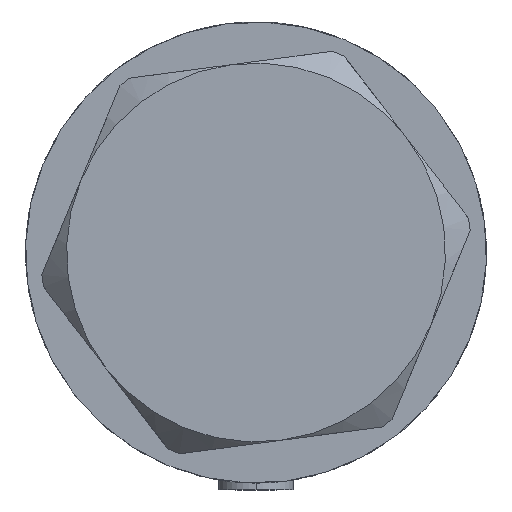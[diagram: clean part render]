
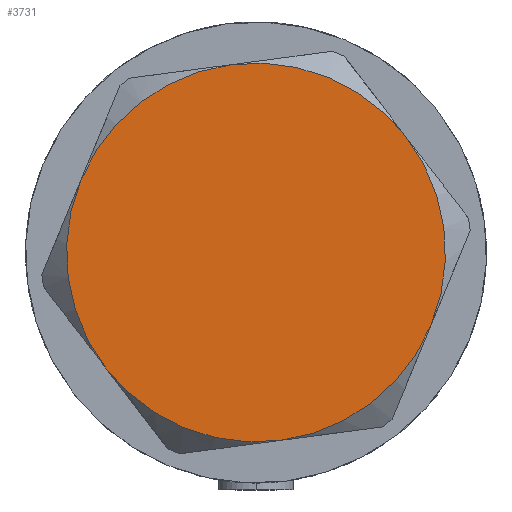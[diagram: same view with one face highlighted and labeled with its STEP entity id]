
A CAD part, left-side view. The second image highlights one B-rep face of the part: STEP entity #3731.
In plain terms, the highlighted face is planar.
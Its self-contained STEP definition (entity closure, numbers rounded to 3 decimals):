
#65 = CARTESIAN_POINT ( 'NONE',  ( -30., 0., 14.5 ) ) ;
#87 = ORIENTED_EDGE ( 'NONE', *, *, #2265, .T. ) ;
#101 = VERTEX_POINT ( 'NONE', #4036 ) ;
#124 = DIRECTION ( 'NONE',  ( 1., 0., 0. ) ) ;
#304 = DIRECTION ( 'NONE',  ( 1., 0., 0. ) ) ;
#397 = DIRECTION ( 'NONE',  ( 0., 0., 1. ) ) ;
#408 = ORIENTED_EDGE ( 'NONE', *, *, #1810, .T. ) ;
#468 = VERTEX_POINT ( 'NONE', #3878 ) ;
#474 = FACE_OUTER_BOUND ( 'NONE', #3827, .T. ) ;
#493 = AXIS2_PLACEMENT_3D ( 'NONE', #3171, #613, #3483 ) ;
#516 = DIRECTION ( 'NONE',  ( 1., 0., 0. ) ) ;
#579 = VERTEX_POINT ( 'NONE', #65 ) ;
#613 = DIRECTION ( 'NONE',  ( 0., 0., 1. ) ) ;
#715 = AXIS2_PLACEMENT_3D ( 'NONE', #1951, #2738, #2384 ) ;
#767 = CARTESIAN_POINT ( 'NONE',  ( 0., 0., 14.5 ) ) ;
#1039 = CARTESIAN_POINT ( 'NONE',  ( 15., 25.981, 14.5 ) ) ;
#1111 = DIRECTION ( 'NONE',  ( 0., 0., 1. ) ) ;
#1410 = CIRCLE ( 'NONE', #4291, 30. ) ;
#1423 = EDGE_CURVE ( 'NONE', #101, #2772, #1410, .T. ) ;
#1451 = ORIENTED_EDGE ( 'NONE', *, *, #1423, .T. ) ;
#1504 = EDGE_CURVE ( 'NONE', #2772, #3242, #2587, .T. ) ;
#1522 = ORIENTED_EDGE ( 'NONE', *, *, #1504, .T. ) ;
#1790 = ORIENTED_EDGE ( 'NONE', *, *, #2259, .T. ) ;
#1810 = EDGE_CURVE ( 'NONE', #579, #468, #2515, .T. ) ;
#1902 = CARTESIAN_POINT ( 'NONE',  ( 0., 0., 14.5 ) ) ;
#1943 = CARTESIAN_POINT ( 'NONE',  ( -15., 25.981, 14.5 ) ) ;
#1951 = CARTESIAN_POINT ( 'NONE',  ( 0., 0., 14.5 ) ) ;
#2135 = AXIS2_PLACEMENT_3D ( 'NONE', #1902, #2253, #4164 ) ;
#2165 = DIRECTION ( 'NONE',  ( 0., 0., 1. ) ) ;
#2253 = DIRECTION ( 'NONE',  ( 0., 0., 1. ) ) ;
#2259 = EDGE_CURVE ( 'NONE', #2866, #579, #3512, .T. ) ;
#2265 = EDGE_CURVE ( 'NONE', #468, #101, #2652, .T. ) ;
#2272 = AXIS2_PLACEMENT_3D ( 'NONE', #3712, #397, #304 ) ;
#2384 = DIRECTION ( 'NONE',  ( 1., 0., 0. ) ) ;
#2515 = CIRCLE ( 'NONE', #4213, 30. ) ;
#2587 = CIRCLE ( 'NONE', #493, 30. ) ;
#2652 = CIRCLE ( 'NONE', #2272, 30. ) ;
#2738 = DIRECTION ( 'NONE',  ( 0., 0., 1. ) ) ;
#2750 = EDGE_CURVE ( 'NONE', #3242, #2866, #3411, .T. ) ;
#2772 = VERTEX_POINT ( 'NONE', #3040 ) ;
#2814 = AXIS2_PLACEMENT_3D ( 'NONE', #3427, #1111, #124 ) ;
#2866 = VERTEX_POINT ( 'NONE', #1943 ) ;
#3040 = CARTESIAN_POINT ( 'NONE',  ( 30., 0., 14.5 ) ) ;
#3084 = PLANE ( 'NONE',  #715 ) ;
#3107 = ORIENTED_EDGE ( 'NONE', *, *, #2750, .T. ) ;
#3171 = CARTESIAN_POINT ( 'NONE',  ( 0., 0., 14.5 ) ) ;
#3242 = VERTEX_POINT ( 'NONE', #1039 ) ;
#3411 = CIRCLE ( 'NONE', #2814, 30. ) ;
#3427 = CARTESIAN_POINT ( 'NONE',  ( 0., 0., 14.5 ) ) ;
#3483 = DIRECTION ( 'NONE',  ( 1., 0., 0. ) ) ;
#3512 = CIRCLE ( 'NONE', #2135, 30. ) ;
#3553 = CARTESIAN_POINT ( 'NONE',  ( 0., 0., 14.5 ) ) ;
#3649 = DIRECTION ( 'NONE',  ( 1., 0., 0. ) ) ;
#3712 = CARTESIAN_POINT ( 'NONE',  ( 0., 0., 14.5 ) ) ;
#3731 = ADVANCED_FACE ( 'NONE', ( #474 ), #3084, .T. ) ;
#3827 = EDGE_LOOP ( 'NONE', ( #1451, #1522, #3107, #1790, #408, #87 ) ) ;
#3848 = DIRECTION ( 'NONE',  ( 0., 0., 1. ) ) ;
#3878 = CARTESIAN_POINT ( 'NONE',  ( -15., -25.981, 14.5 ) ) ;
#4036 = CARTESIAN_POINT ( 'NONE',  ( 15., -25.981, 14.5 ) ) ;
#4164 = DIRECTION ( 'NONE',  ( 1., 0., 0. ) ) ;
#4213 = AXIS2_PLACEMENT_3D ( 'NONE', #3553, #2165, #3649 ) ;
#4291 = AXIS2_PLACEMENT_3D ( 'NONE', #767, #3848, #516 ) ;
